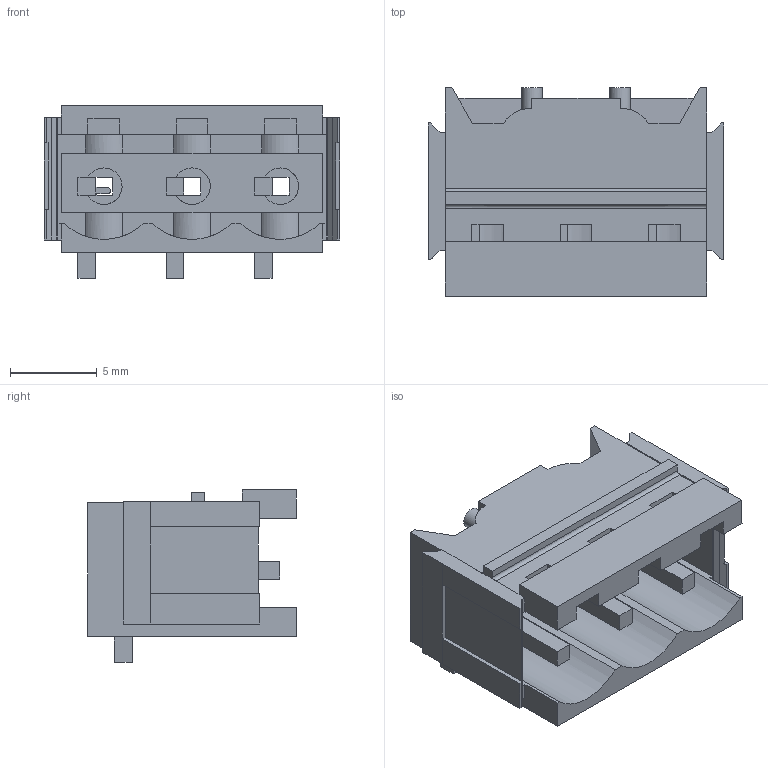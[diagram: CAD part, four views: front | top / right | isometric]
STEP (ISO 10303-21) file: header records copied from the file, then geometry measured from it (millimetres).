
FILE_DESCRIPTION(('CATIA V5 STEP Exchange','CAx-IF Rec.Pracs.--- Model Styling and Organization---1.4--- 2014-01-23'),'2;1');
FILE_NAME ('D1456492_0', '2019-01-09T13:10:40+00:00', ('none'), ('Weidmueller'), 'CATIA Version 5-6 Release 2016 SP3 HF44', 'CATIA V5 STEP AP214', 'none');
FILE_SCHEMA(('AUTOMOTIVE_DESIGN { 1 0 10303 214 1 1 1 1 }'));
Length unit declared in the file: millimetre
Products named in the file (1): 1804270000
Bounding box: 17 x 12 x 9.93 mm (x, y, z)
Volume: 614.8 mm3; surface area: 1538.8 mm2
Topology: 4 solids, 4 shells, 236 faces, 696 edges, 466 vertices
Faces by surface type: plane 204, cylinder 27, extrusion 5
Entity records: 7678 total; most frequent: CARTESIAN_POINT 1616, ORIENTED_EDGE 1392, DIRECTION 1015, EDGE_CURVE 696, VECTOR 596, LINE 591, VERTEX_POINT 466, EDGE_LOOP 246
